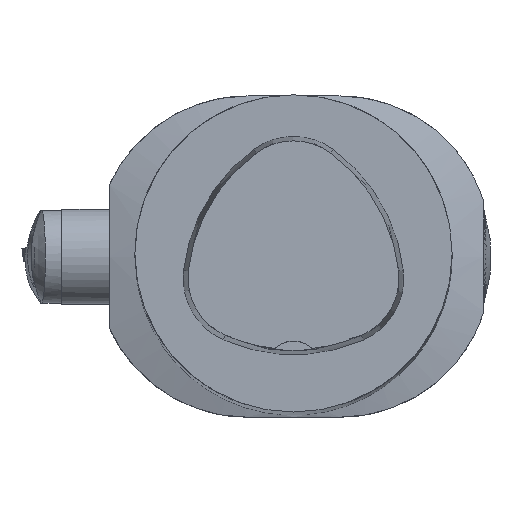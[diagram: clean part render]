
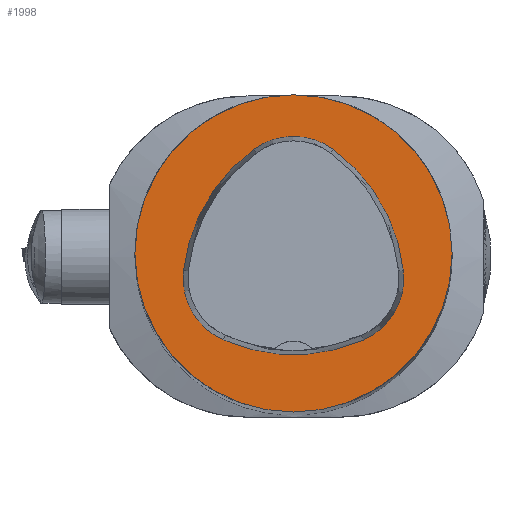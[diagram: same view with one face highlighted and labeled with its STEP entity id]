
A CAD part, top view. The second image highlights one B-rep face of the part: STEP entity #1998.
In plain terms, the highlighted planar face has unit normal (0, 0, 1).
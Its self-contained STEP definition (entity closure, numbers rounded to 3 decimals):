
#1998=ADVANCED_FACE('',(#2629,#2630),#2333,.T.);
#2333=PLANE('',#6880);
#2629=FACE_BOUND('',#2734,.T.);
#2630=FACE_BOUND('',#2735,.T.);
#2734=EDGE_LOOP('',(#3269,#3270,#3271,#3272,#3273,#3274));
#2735=EDGE_LOOP('',(#3275));
#3269=ORIENTED_EDGE('',*,*,#5734,.T.);
#3270=ORIENTED_EDGE('',*,*,#5714,.T.);
#3271=ORIENTED_EDGE('',*,*,#5718,.T.);
#3272=ORIENTED_EDGE('',*,*,#5721,.T.);
#3273=ORIENTED_EDGE('',*,*,#5724,.T.);
#3274=ORIENTED_EDGE('',*,*,#5732,.T.);
#3275=ORIENTED_EDGE('',*,*,#5704,.F.);
#5042=VERTEX_POINT('',#9199);
#5052=VERTEX_POINT('',#9253);
#5053=VERTEX_POINT('',#9254);
#5056=VERTEX_POINT('',#9262);
#5058=VERTEX_POINT('',#9268);
#5060=VERTEX_POINT('',#9274);
#5067=VERTEX_POINT('',#9295);
#5704=EDGE_CURVE('',#5042,#5042,#6593,.T.);
#5714=EDGE_CURVE('',#5052,#5053,#6594,.T.);
#5718=EDGE_CURVE('',#5053,#5056,#6596,.T.);
#5721=EDGE_CURVE('',#5056,#5058,#6598,.T.);
#5724=EDGE_CURVE('',#5058,#5060,#6600,.T.);
#5732=EDGE_CURVE('',#5060,#5067,#6604,.T.);
#5734=EDGE_CURVE('',#5067,#5052,#6606,.T.);
#6593=CIRCLE('',#6852,40.);
#6594=CIRCLE('',#6858,44.);
#6596=CIRCLE('',#6861,17.);
#6598=CIRCLE('',#6864,44.);
#6600=CIRCLE('',#6867,17.);
#6604=CIRCLE('',#6872,44.);
#6606=CIRCLE('',#6875,17.);
#6852=AXIS2_PLACEMENT_3D('',#9198,#7474,#7475);
#6858=AXIS2_PLACEMENT_3D('',#9252,#7490,#7491);
#6861=AXIS2_PLACEMENT_3D('',#9261,#7498,#7499);
#6864=AXIS2_PLACEMENT_3D('',#9267,#7505,#7506);
#6867=AXIS2_PLACEMENT_3D('',#9273,#7512,#7513);
#6872=AXIS2_PLACEMENT_3D('',#9296,#7524,#7525);
#6875=AXIS2_PLACEMENT_3D('',#9299,#7530,#7531);
#6880=AXIS2_PLACEMENT_3D('',#9304,#7540,#7541);
#7474=DIRECTION('',(0.,0.,-1.));
#7475=DIRECTION('',(-1.,0.,0.));
#7490=DIRECTION('',(0.,0.,-1.));
#7491=DIRECTION('',(-1.,0.,0.));
#7498=DIRECTION('',(0.,0.,-1.));
#7499=DIRECTION('',(-1.,0.,0.));
#7505=DIRECTION('',(0.,0.,-1.));
#7506=DIRECTION('',(-1.,0.,0.));
#7512=DIRECTION('',(0.,0.,-1.));
#7513=DIRECTION('',(-1.,0.,0.));
#7524=DIRECTION('',(0.,0.,-1.));
#7525=DIRECTION('',(-1.,0.,0.));
#7530=DIRECTION('',(0.,0.,-1.));
#7531=DIRECTION('',(-1.,0.,0.));
#7540=DIRECTION('',(0.,0.,1.));
#7541=DIRECTION('',(1.,0.,0.));
#9198=CARTESIAN_POINT('',(0.,0.,0.));
#9199=CARTESIAN_POINT('',(-40.,0.,0.));
#9252=CARTESIAN_POINT('',(16.01,-9.224,0.));
#9253=CARTESIAN_POINT('',(-27.722,-4.378,0.));
#9254=CARTESIAN_POINT('',(-10.119,26.178,0.));
#9261=CARTESIAN_POINT('',(-0.023,12.5,0.));
#9262=CARTESIAN_POINT('',(10.049,26.194,0.));
#9267=CARTESIAN_POINT('',(-16.021,-9.25,0.));
#9268=CARTESIAN_POINT('',(27.71,-4.394,0.));
#9273=CARTESIAN_POINT('',(10.814,-6.27,0.));
#9274=CARTESIAN_POINT('',(17.611,-21.852,0.));
#9295=CARTESIAN_POINT('',(-17.652,-21.819,0.));
#9296=CARTESIAN_POINT('',(0.017,18.477,0.));
#9299=CARTESIAN_POINT('',(-10.825,-6.25,0.));
#9304=CARTESIAN_POINT('',(0.,0.,0.));
